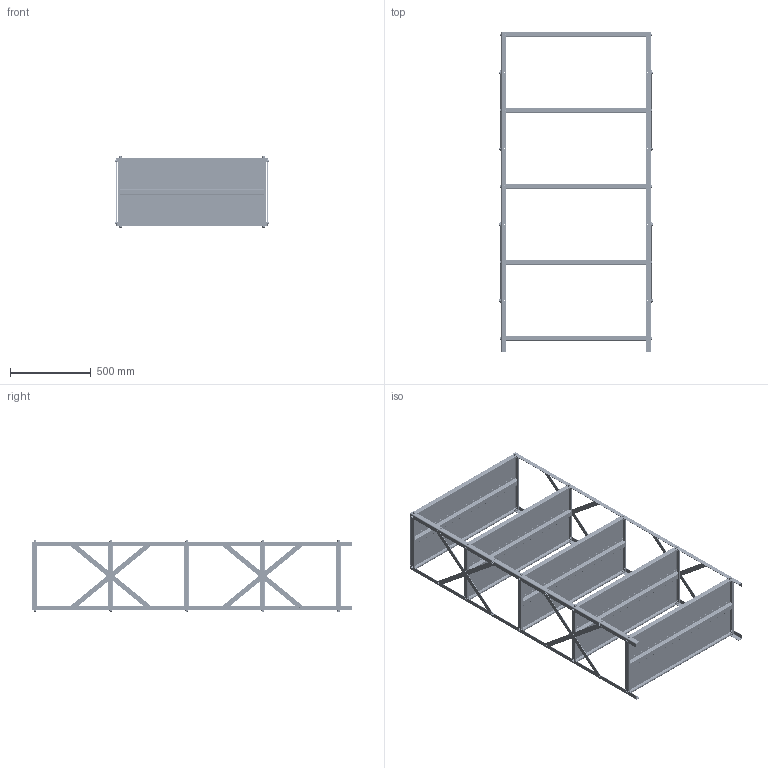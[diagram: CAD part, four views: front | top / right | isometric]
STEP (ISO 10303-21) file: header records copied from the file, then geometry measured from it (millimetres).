
FILE_DESCRIPTION (( 'STEP AP214' ), '1' );
FILE_NAME ('0001-2016-0000.STEP', '2016-02-12T08:20:25', ( '' ), ( '' ), 'SwSTEP 2.0', 'SolidWorks 2014', '' );
FILE_SCHEMA (( 'AUTOMOTIVE_DESIGN' ));
Length unit declared in the file: millimetre
Products named in the file (9): Arruela lisa tipo A - DIN 125_Washer DIN 125 - A 8.4; 0001-2016-0000; 0001-2016-0501; 0001-2016-0401; 0001-2016-0101; 0001-2016-0201; Arruela de pressão - DIN 127_Spring washer DIN 128 - A8; Parafuso sextavado totalmente roscado - DIN 933_ISO 4017 - M8 x 16-N; Porca sextavada fina - DIN 439_Hexagon Thin Nut ISO 4035 - M8 - N
Assembly tree (246 placements, depth 2):
  0001-2016-0000
    Arruela lisa tipo A - DIN 125_Washer DIN 125 - A 8.4  x56
    Arruela de pressão - DIN 127_Spring washer DIN 128 - A8  x56
    Porca sextavada fina - DIN 439_Hexagon Thin Nut ISO 4035 - M8 - N  x56
    Parafuso sextavado totalmente roscado - DIN 933_ISO 4017 - M8 x 16-N  x56
    0001-2016-0201  x5
    0001-2016-0101  x4
    0001-2016-0401  x8
    0001-2016-0501  x5
Bounding box: 950.44 x 1980 x 439.8 mm (x, y, z)
Volume: 4836267 mm3; surface area: 7325055.2 mm2
Topology: 246 solids, 246 shells, 4908 faces, 10552 edges, 6192 vertices
Faces by surface type: plane 2060, cone 1344, cylinder 1200, torus 224, bspline 80
Entity records: 10474 total; most frequent: CARTESIAN_POINT 2606, DIRECTION 1698, ORIENTED_EDGE 1172, AXIS2_PLACEMENT_3D 692, EDGE_CURVE 586, VERTEX_POINT 344, EDGE_LOOP 320, LINE 314
